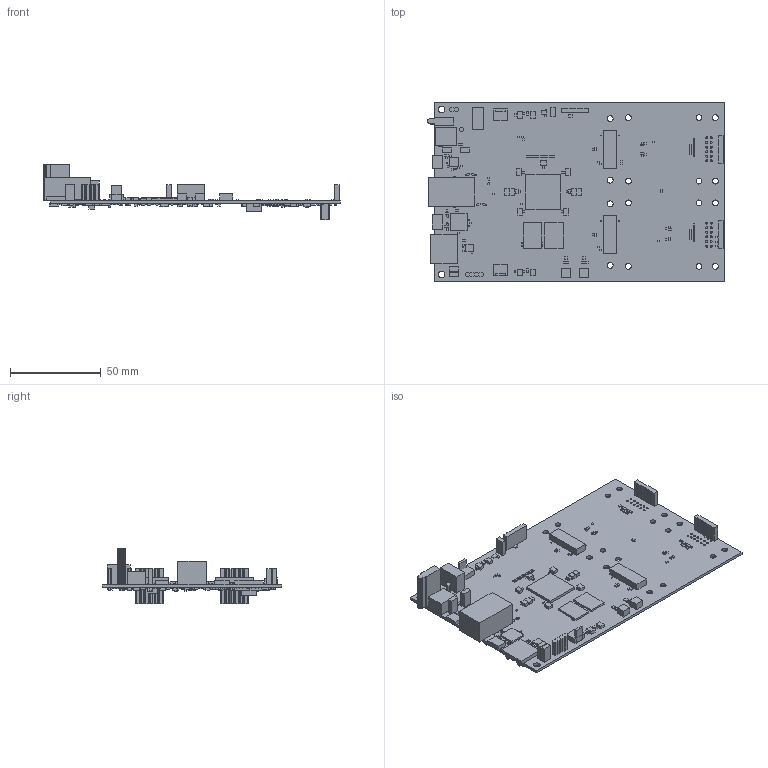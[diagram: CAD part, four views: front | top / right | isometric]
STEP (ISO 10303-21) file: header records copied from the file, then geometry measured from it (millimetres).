
FILE_DESCRIPTION(/* description */ ('Alibre Inc.'),/* implementation_level */ '2;1');
FILE_NAME(/* name */ 'export-F98243E2-70E5-467C-8430-C231B76314D1',/* time_stamp */ '2022-08-11T15:51:29-07:00',/* author */ (''),/* organization */ (''),/* preprocessor_version */ 'ST-DEVELOPER v17',/* originating_system */ 'Alibre',/* authorisation */ '');
FILE_SCHEMA (('AUTOMOTIVE_DESIGN'));
Length unit declared in the file: millimetre
Bounding box: 163.7 x 99 x 30.81 mm (x, y, z)
Volume: 40225.1 mm3; surface area: 50756.1 mm2
Topology: 733 solids, 733 shells, 4751 faces, 9855 edges, 6570 vertices
Faces by surface type: plane 4611, cylinder 140
Full cylindrical faces by diameter (mm): 0.7 x8, 0.89 x10, 1 x2, 1.02 x8, 1.066 x68, 1.6 x2, 3.2 x16, 3.25 x2, 3.658 x2
Entity records: 144129 total; most frequent: CARTESIAN_POINT 23363, ORIENTED_EDGE 19686, DIRECTION 19412, EDGE_CURVE 9843, VECTOR 9563, LINE 9563, AXIS2_PLACEMENT_3D 7230, VERTEX_POINT 6570
